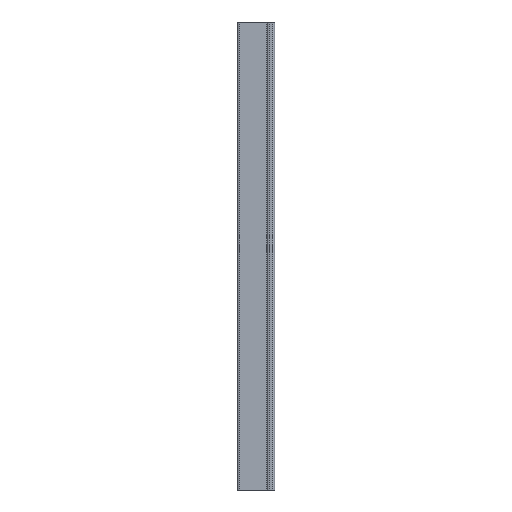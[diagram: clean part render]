
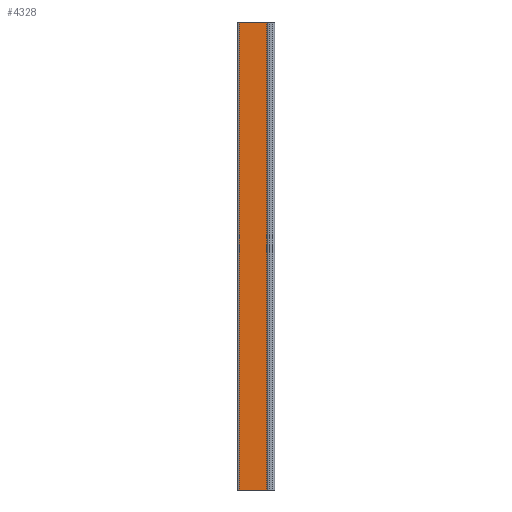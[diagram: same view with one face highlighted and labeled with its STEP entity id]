
A CAD part, left-side view. The second image highlights one B-rep face of the part: STEP entity #4328.
In plain terms, the highlighted planar face has unit normal (-1, 0, 0).
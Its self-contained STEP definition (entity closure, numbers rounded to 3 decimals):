
#105=PLANE($,#4781);
#307=FACE_OUTER_BOUND($,#527,.T.);
#527=EDGE_LOOP($,(#3442,#3443,#3444,#3445));
#903=LINE($,#7323,#1289);
#904=LINE($,#7326,#1290);
#905=LINE($,#7328,#1291);
#906=LINE($,#7329,#1292);
#1289=VECTOR($,#6007,1000.);
#1290=VECTOR($,#6010,59.244);
#1291=VECTOR($,#6011,59.244);
#1292=VECTOR($,#6012,1000.);
#1988=VERTEX_POINT($,#7319);
#1989=VERTEX_POINT($,#7321);
#1990=VERTEX_POINT($,#7325);
#1991=VERTEX_POINT($,#7327);
#2607=EDGE_CURVE($,#1988,#1989,#903,.T.);
#2608=EDGE_CURVE($,#1990,#1988,#904,.T.);
#2609=EDGE_CURVE($,#1991,#1989,#905,.T.);
#2610=EDGE_CURVE($,#1990,#1991,#906,.T.);
#3442=ORIENTED_EDGE($,*,*,#2608,.T.);
#3443=ORIENTED_EDGE($,*,*,#2607,.T.);
#3444=ORIENTED_EDGE($,*,*,#2609,.F.);
#3445=ORIENTED_EDGE($,*,*,#2610,.F.);
#4328=ADVANCED_FACE($,(#307),#105,.T.);
#4781=AXIS2_PLACEMENT_3D($,#7324,#6008,#6009);
#6007=DIRECTION($,(0.,0.,1.));
#6008=DIRECTION('center_axis',(-1.,0.,0.));
#6009=DIRECTION('ref_axis',(0.,-1.,0.));
#6010=DIRECTION($,(0.,-1.,0.));
#6011=DIRECTION($,(0.,-1.,0.));
#6012=DIRECTION($,(0.,0.,1.));
#7319=CARTESIAN_POINT('',(60.,0.756,0.));
#7321=CARTESIAN_POINT('',(60.,0.756,1000.));
#7323=CARTESIAN_POINT($,(60.,0.756,0.));
#7324=CARTESIAN_POINT('Origin',(60.,60.,0.));
#7325=CARTESIAN_POINT('',(60.,60.,0.));
#7326=CARTESIAN_POINT($,(60.,60.,0.));
#7327=CARTESIAN_POINT('',(60.,60.,1000.));
#7328=CARTESIAN_POINT($,(60.,60.,1000.));
#7329=CARTESIAN_POINT($,(60.,60.,0.));
